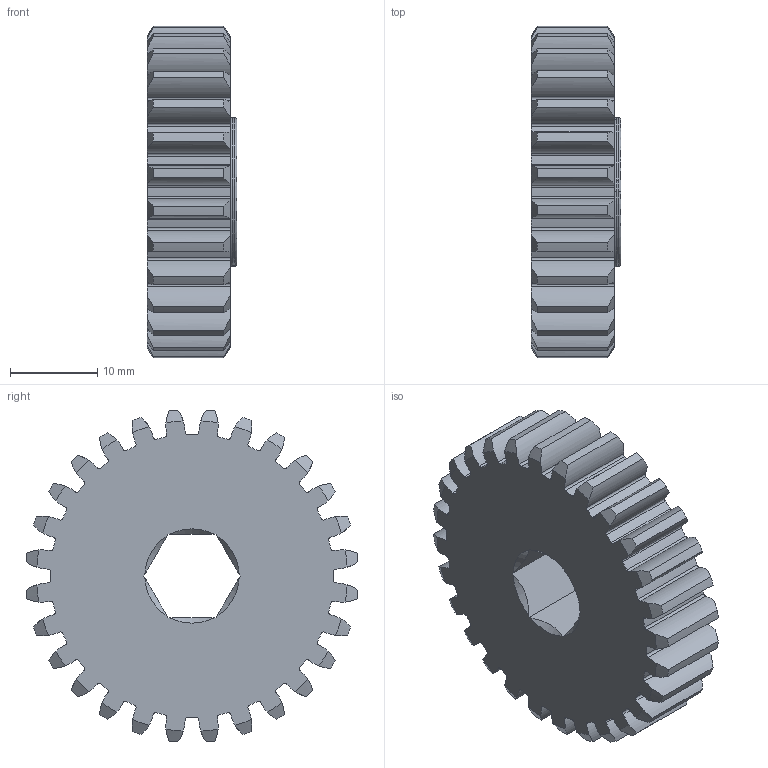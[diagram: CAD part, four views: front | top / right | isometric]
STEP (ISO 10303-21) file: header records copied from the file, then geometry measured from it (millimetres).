
FILE_DESCRIPTION((''),'2;1');
FILE_NAME('AM-0025.stp','2008-01-03T19:10:40',('Owner'),(''),'Autodesk Inventor (R) 6.0','Autodesk Inventor (R) 6.0','');
FILE_SCHEMA(('AUTOMOTIVE_DESIGN { 1 0 10303 214 1 1 1 1 }'));
Length unit declared in the file: inch
Products named in the file (1): AM-0025 Medium Cluster Gear 28T
Bounding box: 10.29 x 37.96 x 37.96 mm (x, y, z)
Volume: 8612.1 mm3; surface area: 4289 mm2
Topology: 1 solids, 1 shells, 251 faces, 758 edges, 510 vertices
Faces by surface type: cylinder 170, cone 68, plane 9, bspline 2, torus 2
Entity records: 9187 total; most frequent: CARTESIAN_POINT 2216, DIRECTION 1544, ORIENTED_EDGE 1516, EDGE_CURVE 758, AXIS2_PLACEMENT_3D 672, VERTEX_POINT 510, CIRCLE 422, EDGE_LOOP 254
